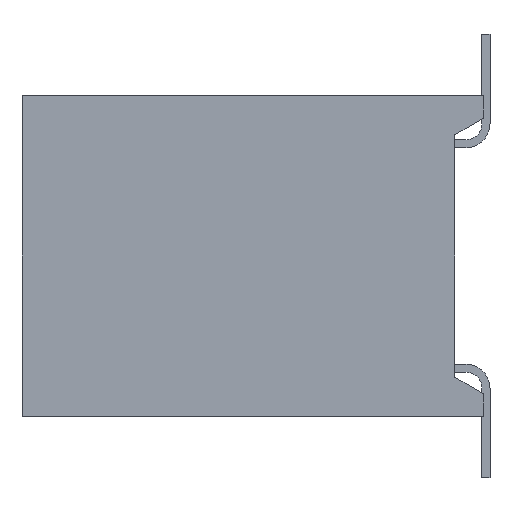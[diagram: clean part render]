
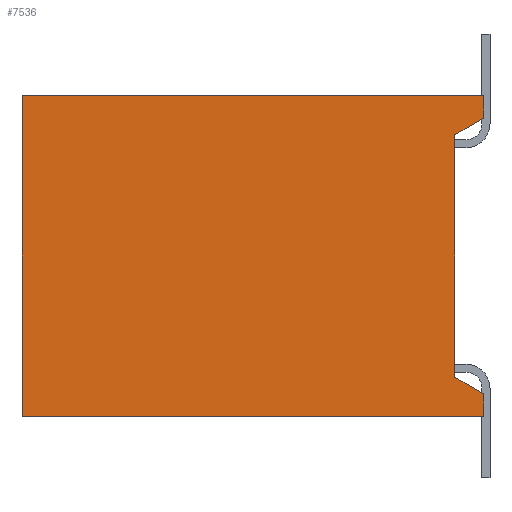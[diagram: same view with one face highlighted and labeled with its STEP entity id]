
A CAD part, left-side view. The second image highlights one B-rep face of the part: STEP entity #7536.
In plain terms, the highlighted planar face has unit normal (-1, 0, 0).
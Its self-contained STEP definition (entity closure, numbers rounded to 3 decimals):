
#202 = DIRECTION ( 'NONE',  ( 0., 0., 1. ) ) ;
#229 = CARTESIAN_POINT ( 'NONE',  ( -6.35, 7.315, -2.54 ) ) ;
#384 = EDGE_CURVE ( 'NONE', #1799, #3804, #3137, .T. ) ;
#692 = LINE ( 'NONE', #7407, #6900 ) ;
#757 = EDGE_LOOP ( 'NONE', ( #2272, #1031, #6892, #1050, #1240, #6460, #4914, #3869 ) ) ;
#805 = AXIS2_PLACEMENT_3D ( 'NONE', #229, #2065, #7664 ) ;
#1031 = ORIENTED_EDGE ( 'NONE', *, *, #2134, .T. ) ;
#1033 = CARTESIAN_POINT ( 'NONE',  ( -6.35, 0., -2.54 ) ) ;
#1050 = ORIENTED_EDGE ( 'NONE', *, *, #6072, .F. ) ;
#1171 = VECTOR ( 'NONE', #3372, 1000. ) ;
#1240 = ORIENTED_EDGE ( 'NONE', *, *, #384, .T. ) ;
#1281 = EDGE_CURVE ( 'NONE', #3804, #6817, #2987, .T. ) ;
#1362 = EDGE_CURVE ( 'NONE', #5661, #5042, #8040, .T. ) ;
#1388 = CARTESIAN_POINT ( 'NONE',  ( -6.35, 7.532, -2.164 ) ) ;
#1635 = CARTESIAN_POINT ( 'NONE',  ( -6.35, 0., 2.184 ) ) ;
#1799 = VERTEX_POINT ( 'NONE', #6145 ) ;
#1886 = EDGE_CURVE ( 'NONE', #7670, #6817, #692, .T. ) ;
#2065 = DIRECTION ( 'NONE',  ( 1., 0., 0. ) ) ;
#2077 = VERTEX_POINT ( 'NONE', #1635 ) ;
#2134 = EDGE_CURVE ( 'NONE', #2077, #5042, #8198, .T. ) ;
#2272 = ORIENTED_EDGE ( 'NONE', *, *, #5542, .F. ) ;
#2447 = DIRECTION ( 'NONE',  ( 0., 0., 1. ) ) ;
#2454 = DIRECTION ( 'NONE',  ( 0., 0., -1. ) ) ;
#2684 = PLANE ( 'NONE',  #805 ) ;
#2987 = LINE ( 'NONE', #5611, #7853 ) ;
#3137 = LINE ( 'NONE', #4610, #1171 ) ;
#3159 = CARTESIAN_POINT ( 'NONE',  ( -6.35, 0.457, -2.54 ) ) ;
#3372 = DIRECTION ( 'NONE',  ( 0., -1., 0. ) ) ;
#3804 = VERTEX_POINT ( 'NONE', #1033 ) ;
#3807 = VECTOR ( 'NONE', #4157, 1000. ) ;
#3853 = VERTEX_POINT ( 'NONE', #6744 ) ;
#3869 = ORIENTED_EDGE ( 'NONE', *, *, #7345, .F. ) ;
#4014 = VECTOR ( 'NONE', #6400, 1000. ) ;
#4129 = CARTESIAN_POINT ( 'NONE',  ( -6.35, 0., -2.54 ) ) ;
#4157 = DIRECTION ( 'NONE',  ( 0., 0., 1. ) ) ;
#4561 = VECTOR ( 'NONE', #5793, 1000. ) ;
#4610 = CARTESIAN_POINT ( 'NONE',  ( -6.35, 7.315, -2.54 ) ) ;
#4663 = FACE_OUTER_BOUND ( 'NONE', #757, .T. ) ;
#4914 = ORIENTED_EDGE ( 'NONE', *, *, #1886, .F. ) ;
#5042 = VERTEX_POINT ( 'NONE', #6401 ) ;
#5043 = VECTOR ( 'NONE', #2454, 1000. ) ;
#5205 = LINE ( 'NONE', #1388, #4014 ) ;
#5542 = EDGE_CURVE ( 'NONE', #2077, #3853, #5205, .T. ) ;
#5611 = CARTESIAN_POINT ( 'NONE',  ( -6.35, 0., -2.54 ) ) ;
#5661 = VERTEX_POINT ( 'NONE', #5828 ) ;
#5721 = CARTESIAN_POINT ( 'NONE',  ( -6.35, 7.315, -2.54 ) ) ;
#5793 = DIRECTION ( 'NONE',  ( 0., -1., 0. ) ) ;
#5821 = CARTESIAN_POINT ( 'NONE',  ( -6.35, 7.315, 2.54 ) ) ;
#5828 = CARTESIAN_POINT ( 'NONE',  ( -6.35, 7.315, 2.54 ) ) ;
#5938 = CARTESIAN_POINT ( 'NONE',  ( -6.35, 0.457, -1.92 ) ) ;
#6072 = EDGE_CURVE ( 'NONE', #1799, #5661, #7172, .T. ) ;
#6145 = CARTESIAN_POINT ( 'NONE',  ( -6.35, 7.315, -2.54 ) ) ;
#6324 = DIRECTION ( 'NONE',  ( 0., -0.866, -0.5 ) ) ;
#6400 = DIRECTION ( 'NONE',  ( 0., 0.866, -0.5 ) ) ;
#6401 = CARTESIAN_POINT ( 'NONE',  ( -6.35, 0., 2.54 ) ) ;
#6460 = ORIENTED_EDGE ( 'NONE', *, *, #1281, .T. ) ;
#6744 = CARTESIAN_POINT ( 'NONE',  ( -6.35, 0.457, 1.92 ) ) ;
#6817 = VERTEX_POINT ( 'NONE', #7645 ) ;
#6892 = ORIENTED_EDGE ( 'NONE', *, *, #1362, .F. ) ;
#6900 = VECTOR ( 'NONE', #6324, 1000. ) ;
#7060 = LINE ( 'NONE', #3159, #5043 ) ;
#7172 = LINE ( 'NONE', #5721, #7783 ) ;
#7345 = EDGE_CURVE ( 'NONE', #3853, #7670, #7060, .T. ) ;
#7407 = CARTESIAN_POINT ( 'NONE',  ( -6.35, 5.332, 0.894 ) ) ;
#7536 = ADVANCED_FACE ( 'NONE', ( #4663 ), #2684, .F. ) ;
#7645 = CARTESIAN_POINT ( 'NONE',  ( -6.35, 0., -2.184 ) ) ;
#7664 = DIRECTION ( 'NONE',  ( 0., 0., -1. ) ) ;
#7670 = VERTEX_POINT ( 'NONE', #5938 ) ;
#7783 = VECTOR ( 'NONE', #202, 1000. ) ;
#7853 = VECTOR ( 'NONE', #2447, 1000. ) ;
#8040 = LINE ( 'NONE', #5821, #4561 ) ;
#8198 = LINE ( 'NONE', #4129, #3807 ) ;
